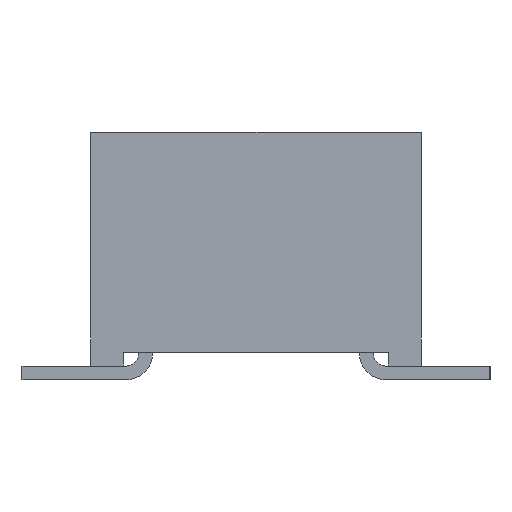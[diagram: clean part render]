
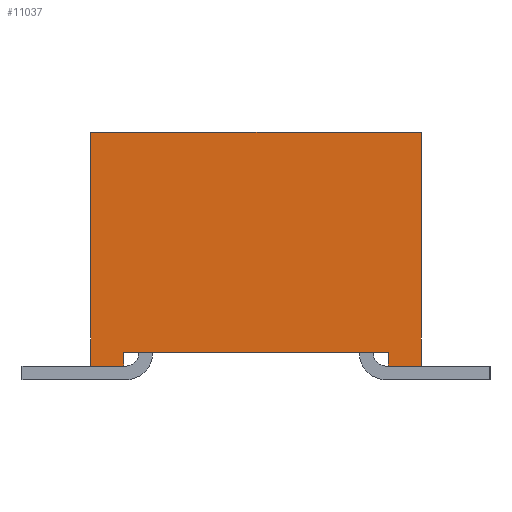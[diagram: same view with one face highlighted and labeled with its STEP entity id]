
A CAD part, left-side view. The second image highlights one B-rep face of the part: STEP entity #11037.
In plain terms, the highlighted planar face has unit normal (-1, 0, 0).
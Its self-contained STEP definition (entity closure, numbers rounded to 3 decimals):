
#11037 = ADVANCED_FACE('',(#11038),#11104,.F.);
#11038 = FACE_BOUND('',#11039,.T.);
#11039 = EDGE_LOOP('',(#11040,#11050,#11058,#11066,#11074,#11082,#11090,
    #11098));
#11040 = ORIENTED_EDGE('',*,*,#11041,.T.);
#11041 = EDGE_CURVE('',#11042,#11044,#11046,.T.);
#11042 = VERTEX_POINT('',#11043);
#11043 = CARTESIAN_POINT('',(-26.251,-1.219,0.277));
#11044 = VERTEX_POINT('',#11045);
#11045 = CARTESIAN_POINT('',(-26.251,-1.219,0.15));
#11046 = LINE('',#11047,#11048);
#11047 = CARTESIAN_POINT('',(-26.251,-1.219,0.277));
#11048 = VECTOR('',#11049,1.);
#11049 = DIRECTION('',(0.,0.,-1.));
#11050 = ORIENTED_EDGE('',*,*,#11051,.T.);
#11051 = EDGE_CURVE('',#11044,#11052,#11054,.T.);
#11052 = VERTEX_POINT('',#11053);
#11053 = CARTESIAN_POINT('',(-26.251,-1.524,0.15));
#11054 = LINE('',#11055,#11056);
#11055 = CARTESIAN_POINT('',(-26.251,1.524,0.15));
#11056 = VECTOR('',#11057,1.);
#11057 = DIRECTION('',(0.,-1.,0.));
#11058 = ORIENTED_EDGE('',*,*,#11059,.F.);
#11059 = EDGE_CURVE('',#11060,#11052,#11062,.T.);
#11060 = VERTEX_POINT('',#11061);
#11061 = CARTESIAN_POINT('',(-26.251,-1.524,2.309));
#11062 = LINE('',#11063,#11064);
#11063 = CARTESIAN_POINT('',(-26.251,-1.524,2.309));
#11064 = VECTOR('',#11065,1.);
#11065 = DIRECTION('',(0.,0.,-1.));
#11066 = ORIENTED_EDGE('',*,*,#11067,.F.);
#11067 = EDGE_CURVE('',#11068,#11060,#11070,.T.);
#11068 = VERTEX_POINT('',#11069);
#11069 = CARTESIAN_POINT('',(-26.251,1.524,2.309));
#11070 = LINE('',#11071,#11072);
#11071 = CARTESIAN_POINT('',(-26.251,1.524,2.309));
#11072 = VECTOR('',#11073,1.);
#11073 = DIRECTION('',(0.,-1.,0.));
#11074 = ORIENTED_EDGE('',*,*,#11075,.T.);
#11075 = EDGE_CURVE('',#11068,#11076,#11078,.T.);
#11076 = VERTEX_POINT('',#11077);
#11077 = CARTESIAN_POINT('',(-26.251,1.524,0.15));
#11078 = LINE('',#11079,#11080);
#11079 = CARTESIAN_POINT('',(-26.251,1.524,2.309));
#11080 = VECTOR('',#11081,1.);
#11081 = DIRECTION('',(0.,0.,-1.));
#11082 = ORIENTED_EDGE('',*,*,#11083,.T.);
#11083 = EDGE_CURVE('',#11076,#11084,#11086,.T.);
#11084 = VERTEX_POINT('',#11085);
#11085 = CARTESIAN_POINT('',(-26.251,1.219,0.15));
#11086 = LINE('',#11087,#11088);
#11087 = CARTESIAN_POINT('',(-26.251,1.524,0.15));
#11088 = VECTOR('',#11089,1.);
#11089 = DIRECTION('',(0.,-1.,0.));
#11090 = ORIENTED_EDGE('',*,*,#11091,.T.);
#11091 = EDGE_CURVE('',#11084,#11092,#11094,.T.);
#11092 = VERTEX_POINT('',#11093);
#11093 = CARTESIAN_POINT('',(-26.251,1.219,0.277));
#11094 = LINE('',#11095,#11096);
#11095 = CARTESIAN_POINT('',(-26.251,1.219,0.023));
#11096 = VECTOR('',#11097,1.);
#11097 = DIRECTION('',(0.,0.,1.));
#11098 = ORIENTED_EDGE('',*,*,#11099,.T.);
#11099 = EDGE_CURVE('',#11092,#11042,#11100,.T.);
#11100 = LINE('',#11101,#11102);
#11101 = CARTESIAN_POINT('',(-26.251,1.219,0.277));
#11102 = VECTOR('',#11103,1.);
#11103 = DIRECTION('',(0.,-1.,0.));
#11104 = PLANE('',#11105);
#11105 = AXIS2_PLACEMENT_3D('',#11106,#11107,#11108);
#11106 = CARTESIAN_POINT('',(-26.251,1.524,2.309));
#11107 = DIRECTION('',(1.,0.,0.));
#11108 = DIRECTION('',(0.,1.,0.));
